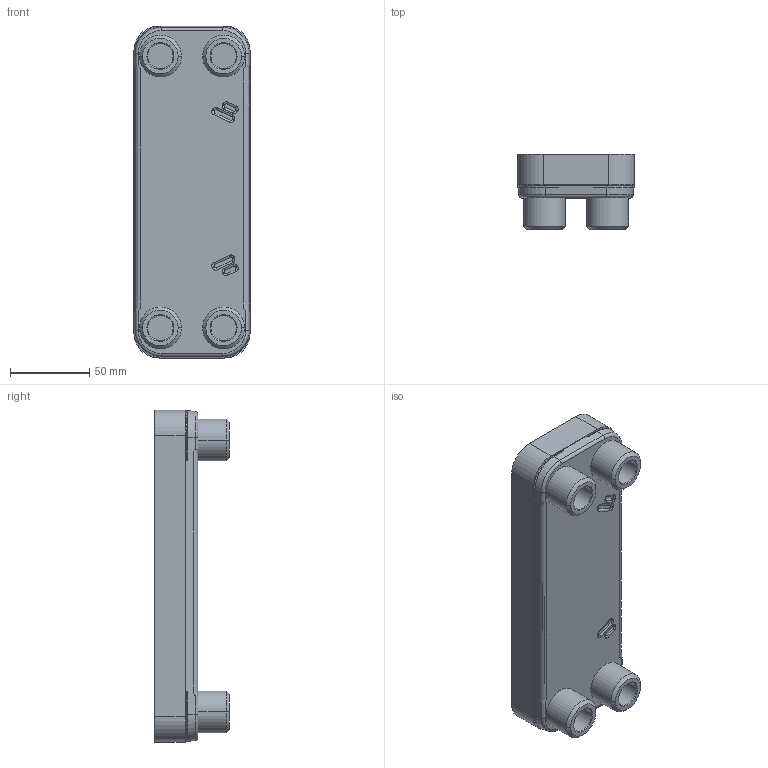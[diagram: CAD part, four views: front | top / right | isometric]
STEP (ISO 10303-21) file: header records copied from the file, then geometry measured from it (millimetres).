
FILE_DESCRIPTION((''),'2;1');
FILE_NAME('CBH16_9H_3287087068_ASM','2012-04-16T',('CNSHLGO'),(''),'PRO/ENGINEER BY PARAMETRIC TECHNOLOGY CORPORATION, 2007390','PRO/ENGINEER BY PARAMETRIC TECHNOLOGY CORPORATION, 2007390','');
FILE_SCHEMA(('CONFIG_CONTROL_DESIGN'));
Length unit declared in the file: millimetre
Products named in the file (5): CB16_9H_CH_BLOCK; CB16_FP_S1S2S3S4_16; CB16_PP; Z31; CBH16_9H_3287087068_ASM
Assembly tree (7 placements, depth 2):
  CBH16_9H_3287087068_ASM
    CB16_9H_CH_BLOCK
    CB16_FP_S1S2S3S4_16
    CB16_PP
    Z31  x4
Bounding box: 73.72 x 47.4 x 210 mm (x, y, z)
Volume: 350307.1 mm3; surface area: 131199.2 mm2
Topology: 7 solids, 7 shells, 472 faces, 1056 edges, 592 vertices
Faces by surface type: cylinder 140, plane 128, torus 92, cone 76, bspline 36
Entity records: 24138 total; most frequent: CARTESIAN_POINT 14751, DIRECTION 2024, ORIENTED_EDGE 1856, EDGE_CURVE 928, AXIS2_PLACEMENT_3D 800, VERTEX_POINT 532, EDGE_LOOP 462, VECTOR 424
